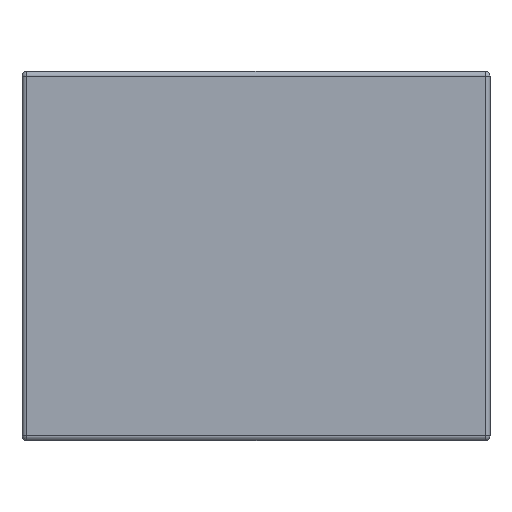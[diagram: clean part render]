
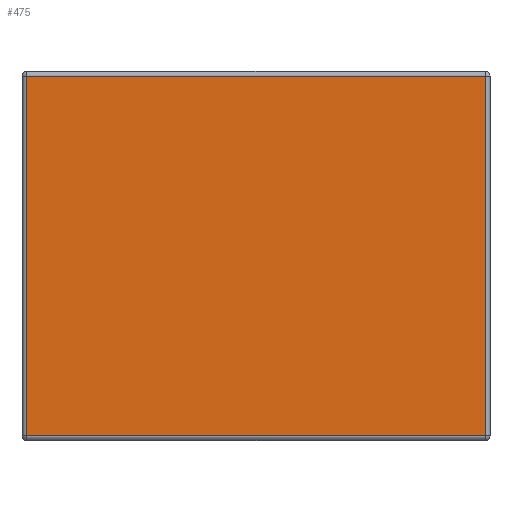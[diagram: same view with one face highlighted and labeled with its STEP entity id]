
A CAD part, front view. The second image highlights one B-rep face of the part: STEP entity #475.
In plain terms, the highlighted planar face has unit normal (0, -1, 0).
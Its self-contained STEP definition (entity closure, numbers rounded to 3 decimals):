
#14 = EDGE_CURVE ( 'NONE', #1261, #125, #340, .T. ) ;
#62 = VERTEX_POINT ( 'NONE', #1212 ) ;
#96 = CARTESIAN_POINT ( 'NONE',  ( 0., 0., 0. ) ) ;
#125 = VERTEX_POINT ( 'NONE', #1228 ) ;
#278 = FACE_OUTER_BOUND ( 'NONE', #587, .T. ) ;
#279 = DIRECTION ( 'NONE',  ( 1., 0., 0. ) ) ;
#305 = LINE ( 'NONE', #325, #1048 ) ;
#325 = CARTESIAN_POINT ( 'NONE',  ( -9.5, 0., 7.3 ) ) ;
#340 = LINE ( 'NONE', #1300, #968 ) ;
#353 = CARTESIAN_POINT ( 'NONE',  ( -9.3, 0., 7.3 ) ) ;
#475 = ADVANCED_FACE ( 'NONE', ( #278 ), #539, .T. ) ;
#528 = CARTESIAN_POINT ( 'NONE',  ( 9.3, 0., 7.5 ) ) ;
#535 = ORIENTED_EDGE ( 'NONE', *, *, #722, .T. ) ;
#539 = PLANE ( 'NONE',  #1094 ) ;
#556 = EDGE_CURVE ( 'NONE', #62, #936, #954, .T. ) ;
#573 = EDGE_CURVE ( 'NONE', #936, #1261, #305, .T. ) ;
#587 = EDGE_LOOP ( 'NONE', ( #1064, #913, #1174, #535 ) ) ;
#694 = DIRECTION ( 'NONE',  ( -1., 0., 0. ) ) ;
#722 = EDGE_CURVE ( 'NONE', #125, #62, #1004, .T. ) ;
#739 = DIRECTION ( 'NONE',  ( 0., 0., -1. ) ) ;
#752 = DIRECTION ( 'NONE',  ( 0., 0., 1. ) ) ;
#832 = CARTESIAN_POINT ( 'NONE',  ( 9.5, 0., -7.3 ) ) ;
#892 = VECTOR ( 'NONE', #752, 1000. ) ;
#913 = ORIENTED_EDGE ( 'NONE', *, *, #573, .T. ) ;
#936 = VERTEX_POINT ( 'NONE', #1393 ) ;
#954 = LINE ( 'NONE', #528, #892 ) ;
#968 = VECTOR ( 'NONE', #1304, 1000. ) ;
#1004 = LINE ( 'NONE', #832, #1360 ) ;
#1048 = VECTOR ( 'NONE', #694, 1000. ) ;
#1064 = ORIENTED_EDGE ( 'NONE', *, *, #556, .T. ) ;
#1078 = DIRECTION ( 'NONE',  ( 0., -1., 0. ) ) ;
#1094 = AXIS2_PLACEMENT_3D ( 'NONE', #96, #1078, #739 ) ;
#1174 = ORIENTED_EDGE ( 'NONE', *, *, #14, .T. ) ;
#1212 = CARTESIAN_POINT ( 'NONE',  ( 9.3, 0., -7.3 ) ) ;
#1228 = CARTESIAN_POINT ( 'NONE',  ( -9.3, 0., -7.3 ) ) ;
#1261 = VERTEX_POINT ( 'NONE', #353 ) ;
#1300 = CARTESIAN_POINT ( 'NONE',  ( -9.3, 0., -7.5 ) ) ;
#1304 = DIRECTION ( 'NONE',  ( 0., 0., -1. ) ) ;
#1360 = VECTOR ( 'NONE', #279, 1000. ) ;
#1393 = CARTESIAN_POINT ( 'NONE',  ( 9.3, 0., 7.3 ) ) ;
